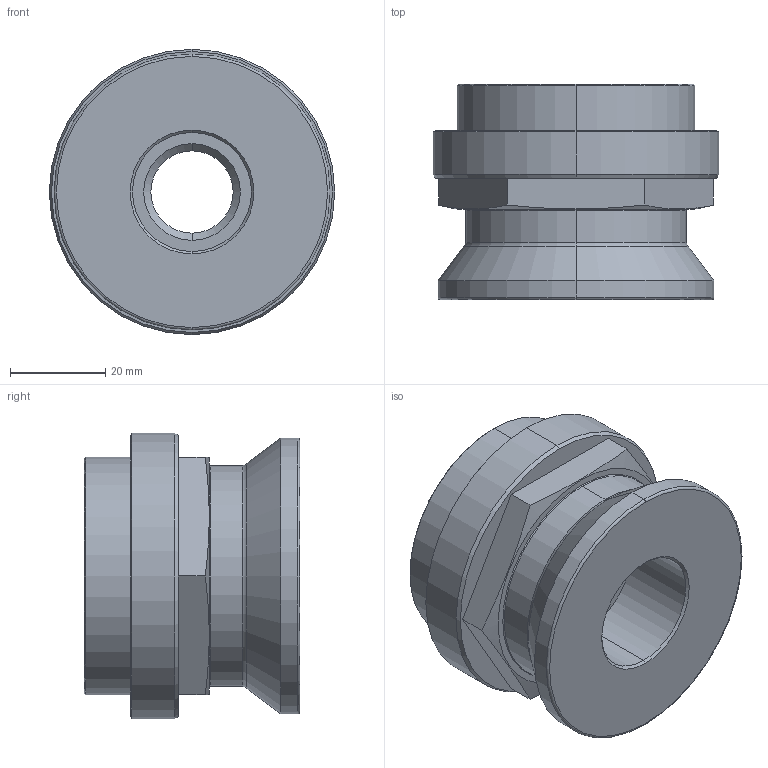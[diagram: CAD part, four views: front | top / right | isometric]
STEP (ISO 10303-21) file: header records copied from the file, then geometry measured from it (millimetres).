
FILE_DESCRIPTION (( 'STEP AP214' ), '1' );
FILE_NAME ('2000 209 EZNi m.Np ø50_M20 BI.9.8 Speedy metec 3 063-044.STEP', '2014-05-27T11:04:15', ( '' ), ( '' ), 'SwSTEP 2.0', 'SolidWorks 2013', '' );
FILE_SCHEMA (( 'AUTOMOTIVE_DESIGN' ));
Length unit declared in the file: millimetre
Products named in the file (1): 2000 209 EZNi m.Np ø50_M20 BI.9.8 Speedy metec 3 063-044
Bounding box: 60 x 45.3 x 60 mm (x, y, z)
Volume: 85836.3 mm3; surface area: 16607 mm2
Topology: 1 solids, 1 shells, 46 faces, 98 edges, 58 vertices
Faces by surface type: cone 16, cylinder 12, plane 12, torus 6
Entity records: 1310 total; most frequent: CARTESIAN_POINT 255, DIRECTION 234, ORIENTED_EDGE 196, EDGE_CURVE 98, AXIS2_PLACEMENT_3D 97, VERTEX_POINT 58, EDGE_LOOP 52, CIRCLE 50
